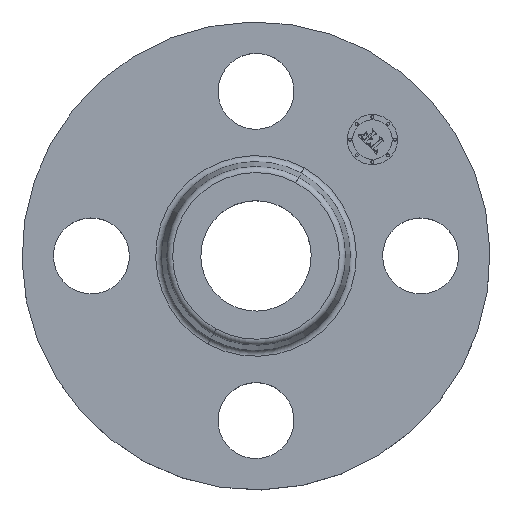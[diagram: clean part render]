
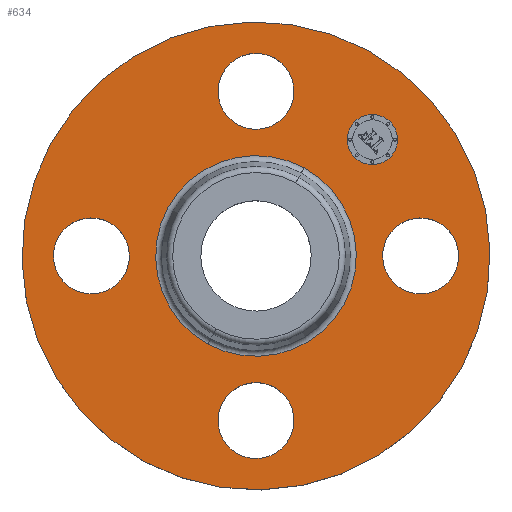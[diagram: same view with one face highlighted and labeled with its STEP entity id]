
A CAD part, top view. The second image highlights one B-rep face of the part: STEP entity #634.
In plain terms, the highlighted planar face has unit normal (0, 0, 1).
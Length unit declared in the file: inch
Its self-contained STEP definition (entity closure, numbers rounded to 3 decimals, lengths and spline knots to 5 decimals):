
#65=AXIS2_PLACEMENT_3D('Circle Axis2P3D',#63,#64,$) ;
#82=AXIS2_PLACEMENT_3D('Circle Axis2P3D',#80,#81,$) ;
#115=AXIS2_PLACEMENT_3D('Circle Axis2P3D',#113,#114,$) ;
#139=AXIS2_PLACEMENT_3D('Circle Axis2P3D',#137,#138,$) ;
#156=AXIS2_PLACEMENT_3D('Circle Axis2P3D',#154,#155,$) ;
#191=AXIS2_PLACEMENT_3D('Circle Axis2P3D',#189,#190,$) ;
#479=AXIS2_PLACEMENT_3D('Circle Axis2P3D',#477,#478,$) ;
#491=AXIS2_PLACEMENT_3D('Circle Axis2P3D',#489,#490,$) ;
#522=AXIS2_PLACEMENT_3D('Circle Axis2P3D',#520,#521,$) ;
#534=AXIS2_PLACEMENT_3D('Circle Axis2P3D',#532,#533,$) ;
#565=AXIS2_PLACEMENT_3D('Circle Axis2P3D',#563,#564,$) ;
#577=AXIS2_PLACEMENT_3D('Circle Axis2P3D',#575,#576,$) ;
#590=AXIS2_PLACEMENT_3D('Plane Axis2P3D',#587,#588,#589) ;
#618=AXIS2_PLACEMENT_3D('Circle Axis2P3D',#616,#617,$) ;
#627=AXIS2_PLACEMENT_3D('Circle Axis2P3D',#625,#626,$) ;
#46=CARTESIAN_POINT('Vertex',(1.29591,0.17978,0.56)) ;
#60=CARTESIAN_POINT('Vertex',(1.95409,-0.17978,0.56)) ;
#63=CARTESIAN_POINT('Axis2P3D Location',(1.625,0.,0.56)) ;
#80=CARTESIAN_POINT('Axis2P3D Location',(1.625,0.,0.56)) ;
#110=CARTESIAN_POINT('Vertex',(-1.10747,-2.02722,0.56)) ;
#113=CARTESIAN_POINT('Axis2P3D Location',(0.,0.,0.56)) ;
#117=CARTESIAN_POINT('Vertex',(1.10747,2.02722,0.56)) ;
#137=CARTESIAN_POINT('Axis2P3D Location',(0.,0.,0.56)) ;
#154=CARTESIAN_POINT('Axis2P3D Location',(0.,0.,0.56)) ;
#158=CARTESIAN_POINT('Vertex',(0.4748,0.86911,0.56)) ;
#160=CARTESIAN_POINT('Vertex',(-0.4748,-0.86911,0.56)) ;
#189=CARTESIAN_POINT('Axis2P3D Location',(0.,0.,0.56)) ;
#467=CARTESIAN_POINT('Vertex',(-0.17978,1.29591,0.56)) ;
#474=CARTESIAN_POINT('Vertex',(0.17978,1.95409,0.56)) ;
#477=CARTESIAN_POINT('Axis2P3D Location',(0.,1.625,0.56)) ;
#489=CARTESIAN_POINT('Axis2P3D Location',(0.,1.625,0.56)) ;
#510=CARTESIAN_POINT('Vertex',(-1.29591,-0.17978,0.56)) ;
#517=CARTESIAN_POINT('Vertex',(-1.95409,0.17978,0.56)) ;
#520=CARTESIAN_POINT('Axis2P3D Location',(-1.625,0.,0.56)) ;
#532=CARTESIAN_POINT('Axis2P3D Location',(-1.625,0.,0.56)) ;
#553=CARTESIAN_POINT('Vertex',(0.17978,-1.29591,0.56)) ;
#560=CARTESIAN_POINT('Vertex',(-0.17978,-1.95409,0.56)) ;
#563=CARTESIAN_POINT('Axis2P3D Location',(0.,-1.625,0.56)) ;
#575=CARTESIAN_POINT('Axis2P3D Location',(0.,-1.625,0.56)) ;
#587=CARTESIAN_POINT('Axis2P3D Location',(0.,2.31,0.56)) ;
#616=CARTESIAN_POINT('Axis2P3D Location',(1.14905,1.14905,0.56)) ;
#620=CARTESIAN_POINT('Vertex',(0.97404,1.32406,0.56)) ;
#622=CARTESIAN_POINT('Vertex',(1.32406,0.97404,0.56)) ;
#625=CARTESIAN_POINT('Axis2P3D Location',(1.14905,1.14905,0.56)) ;
#64=DIRECTION('Axis2P3D Direction',(0.,-0.,-0.039)) ;
#81=DIRECTION('Axis2P3D Direction',(0.,-0.,-0.039)) ;
#114=DIRECTION('Axis2P3D Direction',(0.,0.,-0.039)) ;
#138=DIRECTION('Axis2P3D Direction',(0.,0.,-0.039)) ;
#155=DIRECTION('Axis2P3D Direction',(0.,0.,-0.039)) ;
#190=DIRECTION('Axis2P3D Direction',(0.,0.,-0.039)) ;
#478=DIRECTION('Axis2P3D Direction',(0.,0.,-0.039)) ;
#490=DIRECTION('Axis2P3D Direction',(0.,0.,-0.039)) ;
#521=DIRECTION('Axis2P3D Direction',(-0.,0.,-0.039)) ;
#533=DIRECTION('Axis2P3D Direction',(-0.,0.,-0.039)) ;
#564=DIRECTION('Axis2P3D Direction',(0.,-0.,-0.039)) ;
#576=DIRECTION('Axis2P3D Direction',(0.,-0.,-0.039)) ;
#588=DIRECTION('Axis2P3D Direction',(0.,0.,-0.039)) ;
#589=DIRECTION('Axis2P3D XDirection',(0.039,0.,0.)) ;
#617=DIRECTION('Axis2P3D Direction',(0.,0.,-0.039)) ;
#626=DIRECTION('Axis2P3D Direction',(0.,0.,-0.039)) ;
#593=ORIENTED_EDGE('',*,*,#141,.F.) ;
#594=ORIENTED_EDGE('',*,*,#119,.F.) ;
#597=ORIENTED_EDGE('',*,*,#67,.T.) ;
#598=ORIENTED_EDGE('',*,*,#84,.T.) ;
#601=ORIENTED_EDGE('',*,*,#193,.T.) ;
#602=ORIENTED_EDGE('',*,*,#162,.T.) ;
#605=ORIENTED_EDGE('',*,*,#579,.T.) ;
#606=ORIENTED_EDGE('',*,*,#567,.T.) ;
#609=ORIENTED_EDGE('',*,*,#536,.T.) ;
#610=ORIENTED_EDGE('',*,*,#524,.T.) ;
#613=ORIENTED_EDGE('',*,*,#493,.T.) ;
#614=ORIENTED_EDGE('',*,*,#481,.T.) ;
#631=ORIENTED_EDGE('',*,*,#624,.T.) ;
#632=ORIENTED_EDGE('',*,*,#629,.T.) ;
#599=FACE_BOUND('',#596,.T.) ;
#603=FACE_BOUND('',#600,.T.) ;
#607=FACE_BOUND('',#604,.T.) ;
#611=FACE_BOUND('',#608,.T.) ;
#615=FACE_BOUND('',#612,.T.) ;
#633=FACE_BOUND('',#630,.T.) ;
#634=ADVANCED_FACE('PartBody',(#595,#599,#603,#607,#611,#615,#633),#591,.F.) ;
#66=CIRCLE('generated circle',#65,0.375) ;
#83=CIRCLE('generated circle',#82,0.375) ;
#116=CIRCLE('generated circle',#115,2.31) ;
#140=CIRCLE('generated circle',#139,2.31) ;
#157=CIRCLE('generated circle',#156,0.99035) ;
#192=CIRCLE('generated circle',#191,0.99035) ;
#480=CIRCLE('generated circle',#479,0.375) ;
#492=CIRCLE('generated circle',#491,0.375) ;
#523=CIRCLE('generated circle',#522,0.375) ;
#535=CIRCLE('generated circle',#534,0.375) ;
#566=CIRCLE('generated circle',#565,0.375) ;
#578=CIRCLE('generated circle',#577,0.375) ;
#619=CIRCLE('generated circle',#618,0.2475) ;
#628=CIRCLE('generated circle',#627,0.2475) ;
#67=EDGE_CURVE('',#47,#61,#66,.T.) ;
#84=EDGE_CURVE('',#61,#47,#83,.T.) ;
#119=EDGE_CURVE('',#111,#118,#116,.T.) ;
#141=EDGE_CURVE('',#118,#111,#140,.T.) ;
#162=EDGE_CURVE('',#159,#161,#157,.T.) ;
#193=EDGE_CURVE('',#161,#159,#192,.T.) ;
#481=EDGE_CURVE('',#468,#475,#480,.T.) ;
#493=EDGE_CURVE('',#475,#468,#492,.T.) ;
#524=EDGE_CURVE('',#511,#518,#523,.T.) ;
#536=EDGE_CURVE('',#518,#511,#535,.T.) ;
#567=EDGE_CURVE('',#554,#561,#566,.T.) ;
#579=EDGE_CURVE('',#561,#554,#578,.T.) ;
#624=EDGE_CURVE('',#621,#623,#619,.T.) ;
#629=EDGE_CURVE('',#623,#621,#628,.T.) ;
#592=EDGE_LOOP('',(#593,#594)) ;
#596=EDGE_LOOP('',(#597,#598)) ;
#600=EDGE_LOOP('',(#601,#602)) ;
#604=EDGE_LOOP('',(#605,#606)) ;
#608=EDGE_LOOP('',(#609,#610)) ;
#612=EDGE_LOOP('',(#613,#614)) ;
#630=EDGE_LOOP('',(#631,#632)) ;
#595=FACE_OUTER_BOUND('',#592,.T.) ;
#591=PLANE('',#590) ;
#47=VERTEX_POINT('',#46) ;
#61=VERTEX_POINT('',#60) ;
#111=VERTEX_POINT('',#110) ;
#118=VERTEX_POINT('',#117) ;
#159=VERTEX_POINT('',#158) ;
#161=VERTEX_POINT('',#160) ;
#468=VERTEX_POINT('',#467) ;
#475=VERTEX_POINT('',#474) ;
#511=VERTEX_POINT('',#510) ;
#518=VERTEX_POINT('',#517) ;
#554=VERTEX_POINT('',#553) ;
#561=VERTEX_POINT('',#560) ;
#621=VERTEX_POINT('',#620) ;
#623=VERTEX_POINT('',#622) ;
